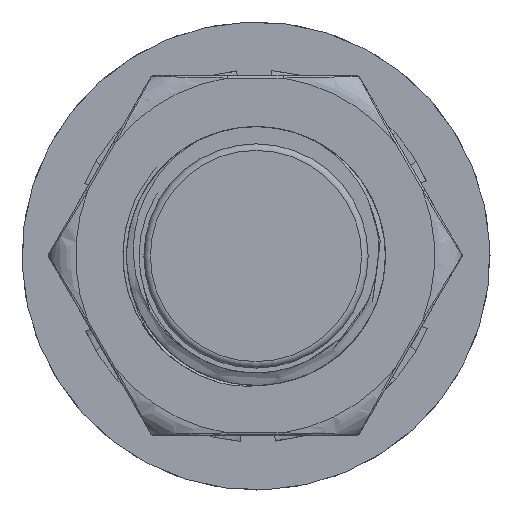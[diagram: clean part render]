
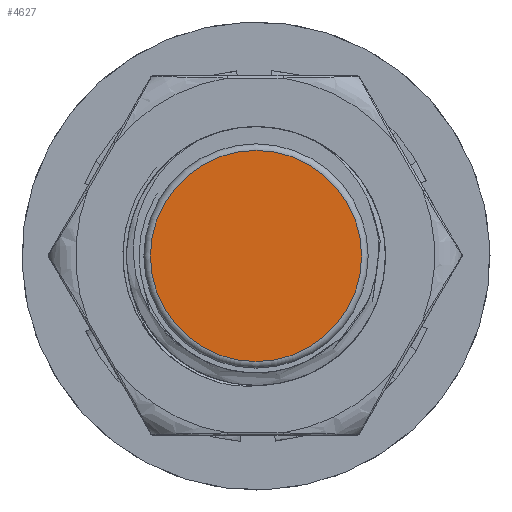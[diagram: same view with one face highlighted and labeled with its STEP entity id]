
A CAD part, front view. The second image highlights one B-rep face of the part: STEP entity #4627.
In plain terms, the highlighted planar face has unit normal (0, -1, 0).
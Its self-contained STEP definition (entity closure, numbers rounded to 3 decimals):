
#536=PLANE('',#4958);
#1150=FACE_OUTER_BOUND('',#1434,.T.);
#1434=EDGE_LOOP('',(#3119));
#1723=CIRCLE('',#4954,4.85);
#1880=VERTEX_POINT('',#6227);
#2360=EDGE_CURVE('',#1880,#1880,#1723,.T.);
#3119=ORIENTED_EDGE('',*,*,#2360,.F.);
#4627=ADVANCED_FACE('',(#1150),#536,.F.);
#4954=AXIS2_PLACEMENT_3D('',#6229,#5309,#5310);
#4958=AXIS2_PLACEMENT_3D('',#6235,#5318,#5319);
#5309=DIRECTION('center_axis',(0.,1.,0.));
#5310=DIRECTION('ref_axis',(1.,0.,0.));
#5318=DIRECTION('center_axis',(0.,1.,0.));
#5319=DIRECTION('ref_axis',(1.,0.,0.));
#6227=CARTESIAN_POINT('',(0.,0.,-4.85));
#6229=CARTESIAN_POINT('Origin',(0.,0.,0.));
#6235=CARTESIAN_POINT('Origin',(0.,0.,0.));
